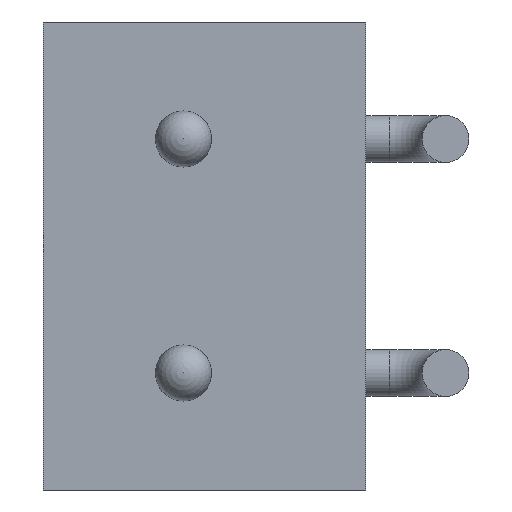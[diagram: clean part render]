
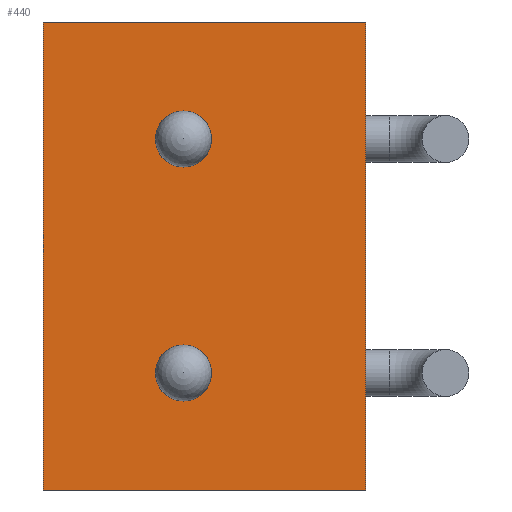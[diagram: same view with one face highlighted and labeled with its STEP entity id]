
A CAD part, front view. The second image highlights one B-rep face of the part: STEP entity #440.
In plain terms, the highlighted planar face has unit normal (0, -1, 0).
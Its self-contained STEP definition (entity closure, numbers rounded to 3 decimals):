
#23=FACE_BOUND('',#139,.T.);
#24=FACE_BOUND('',#140,.T.);
#35=LINE('',#739,#59);
#39=LINE('',#747,#63);
#42=LINE('',#753,#66);
#45=LINE('',#758,#69);
#59=VECTOR('',#589,10.);
#63=VECTOR('',#595,10.);
#66=VECTOR('',#600,10.);
#69=VECTOR('',#605,10.);
#104=FACE_OUTER_BOUND('',#138,.T.);
#138=EDGE_LOOP('',(#345,#346,#347,#348));
#139=EDGE_LOOP('',(#349));
#140=EDGE_LOOP('',(#350));
#170=CIRCLE('',#488,0.3);
#174=CIRCLE('',#494,0.3);
#204=VERTEX_POINT('',#722);
#208=VERTEX_POINT('',#733);
#209=VERTEX_POINT('',#737);
#210=VERTEX_POINT('',#738);
#213=VERTEX_POINT('',#746);
#215=VERTEX_POINT('',#752);
#247=EDGE_CURVE('',#204,#204,#170,.T.);
#252=EDGE_CURVE('',#208,#208,#174,.T.);
#253=EDGE_CURVE('',#209,#210,#35,.T.);
#257=EDGE_CURVE('',#213,#209,#39,.T.);
#260=EDGE_CURVE('',#215,#213,#42,.T.);
#263=EDGE_CURVE('',#210,#215,#45,.T.);
#345=ORIENTED_EDGE('',*,*,#263,.F.);
#346=ORIENTED_EDGE('',*,*,#253,.F.);
#347=ORIENTED_EDGE('',*,*,#257,.F.);
#348=ORIENTED_EDGE('',*,*,#260,.F.);
#349=ORIENTED_EDGE('',*,*,#252,.T.);
#350=ORIENTED_EDGE('',*,*,#247,.T.);
#418=PLANE('',#500);
#440=ADVANCED_FACE('',(#104,#23,#24),#418,.F.);
#488=AXIS2_PLACEMENT_3D('',#724,#572,#573);
#494=AXIS2_PLACEMENT_3D('',#735,#585,#586);
#500=AXIS2_PLACEMENT_3D('',#761,#609,#610);
#572=DIRECTION('center_axis',(0.,1.,0.));
#573=DIRECTION('ref_axis',(1.,0.,0.));
#585=DIRECTION('center_axis',(0.,1.,0.));
#586=DIRECTION('ref_axis',(1.,0.,0.));
#589=DIRECTION('',(-1.,0.,0.));
#595=DIRECTION('',(0.,0.,-1.));
#600=DIRECTION('',(1.,0.,0.));
#605=DIRECTION('',(0.,0.,1.));
#609=DIRECTION('center_axis',(0.,1.,0.));
#610=DIRECTION('ref_axis',(1.,0.,0.));
#722=CARTESIAN_POINT('',(1.2,0.,-1.25));
#724=CARTESIAN_POINT('Origin',(1.5,0.,-1.25));
#733=CARTESIAN_POINT('',(1.2,0.,-3.75));
#735=CARTESIAN_POINT('Origin',(1.5,0.,-3.75));
#737=CARTESIAN_POINT('',(3.45,0.,-5.));
#738=CARTESIAN_POINT('',(0.,0.,-5.));
#739=CARTESIAN_POINT('',(3.45,0.,-5.));
#746=CARTESIAN_POINT('',(3.45,0.,0.));
#747=CARTESIAN_POINT('',(3.45,0.,0.));
#752=CARTESIAN_POINT('',(0.,0.,0.));
#753=CARTESIAN_POINT('',(0.,0.,0.));
#758=CARTESIAN_POINT('',(0.,0.,-5.));
#761=CARTESIAN_POINT('Origin',(1.725,0.,-2.5));
